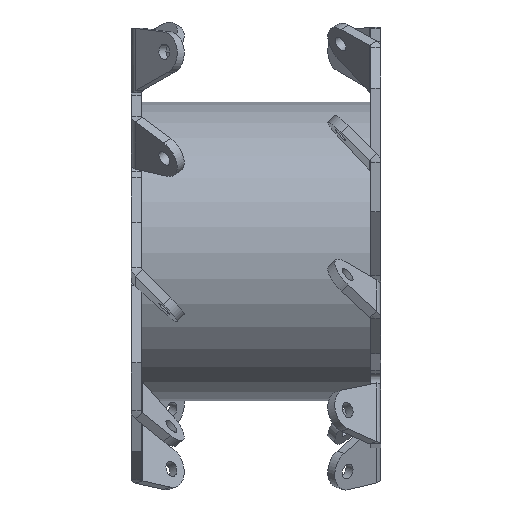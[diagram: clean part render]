
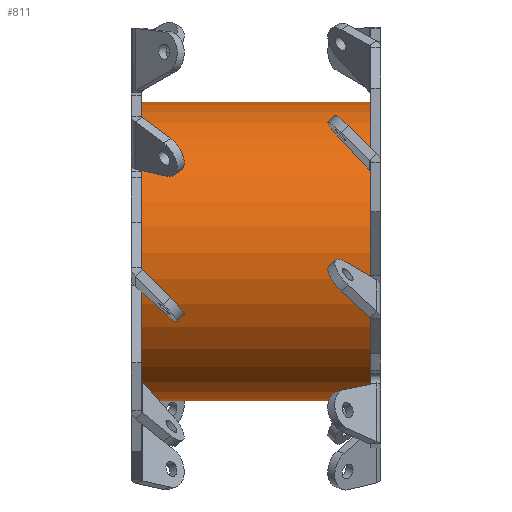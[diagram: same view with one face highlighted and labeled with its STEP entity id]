
A CAD part, front view. The second image highlights one B-rep face of the part: STEP entity #811.
In plain terms, the highlighted cylindrical face has radius 30 mm (diameter 60 mm), a full revolution.
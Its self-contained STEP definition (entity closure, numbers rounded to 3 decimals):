
#811=ADVANCED_FACE('',(#1020,#1021),#960,.T.);
#960=CYLINDRICAL_SURFACE('',#2659,30.);
#1020=FACE_BOUND('',#1116,.T.);
#1021=FACE_BOUND('',#1117,.T.);
#1116=EDGE_LOOP('',(#1321));
#1117=EDGE_LOOP('',(#1322));
#1321=ORIENTED_EDGE('',*,*,#2232,.F.);
#1322=ORIENTED_EDGE('',*,*,#2233,.T.);
#2012=VERTEX_POINT('',#3532);
#2013=VERTEX_POINT('',#3535);
#2232=EDGE_CURVE('',#2012,#2012,#2579,.T.);
#2233=EDGE_CURVE('',#2013,#2013,#2580,.T.);
#2579=CIRCLE('',#2655,30.);
#2580=CIRCLE('',#2657,30.);
#2655=AXIS2_PLACEMENT_3D('',#3531,#2872,#2873);
#2657=AXIS2_PLACEMENT_3D('',#3534,#2876,#2877);
#2659=AXIS2_PLACEMENT_3D('',#3537,#2880,#2881);
#2872=DIRECTION('',(1.,0.,0.));
#2873=DIRECTION('',(0.,0.,-1.));
#2876=DIRECTION('',(1.,0.,0.));
#2877=DIRECTION('',(0.,0.,-1.));
#2880=DIRECTION('',(-1.,0.,0.));
#2881=DIRECTION('',(0.,0.,1.));
#3531=CARTESIAN_POINT('',(46.,0.,0.));
#3532=CARTESIAN_POINT('',(46.,0.,-30.));
#3534=CARTESIAN_POINT('',(0.,0.,0.));
#3535=CARTESIAN_POINT('',(0.,0.,-30.));
#3537=CARTESIAN_POINT('',(46.,0.,0.));
